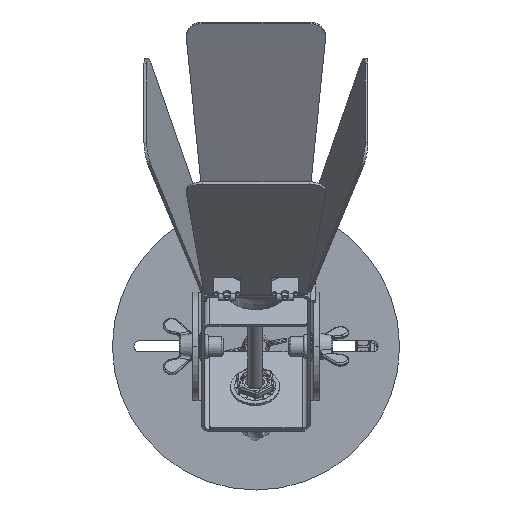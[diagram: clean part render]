
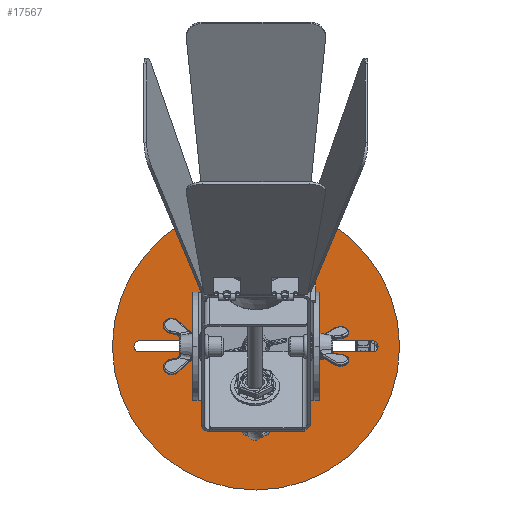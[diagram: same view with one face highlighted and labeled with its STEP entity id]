
A CAD part, front view. The second image highlights one B-rep face of the part: STEP entity #17567.
In plain terms, the highlighted planar face has unit normal (0, -1, 0).
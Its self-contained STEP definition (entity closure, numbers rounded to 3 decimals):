
#91 = EDGE_CURVE ( 'NONE', #46933, #58492, #2071, .T. ) ;
#105 = CIRCLE ( 'NONE', #11891, 53. ) ;
#141 = CARTESIAN_POINT ( 'NONE',  ( 27., 0., -2.05 ) ) ;
#1205 = FACE_BOUND ( 'NONE', #25582, .T. ) ;
#1517 = DIRECTION ( 'NONE',  ( 0., 0., 1. ) ) ;
#1917 = EDGE_LOOP ( 'NONE', ( #16090 ) ) ;
#2071 = LINE ( 'NONE', #23616, #44116 ) ;
#2600 = DIRECTION ( 'NONE',  ( 0., 1., 0. ) ) ;
#2757 = AXIS2_PLACEMENT_3D ( 'NONE', #6582, #58833, #1517 ) ;
#4268 = VERTEX_POINT ( 'NONE', #60937 ) ;
#4437 = ORIENTED_EDGE ( 'NONE', *, *, #91, .T. ) ;
#5173 = CARTESIAN_POINT ( 'NONE',  ( 0., 0., -2.05 ) ) ;
#6246 = CIRCLE ( 'NONE', #2757, 2.1 ) ;
#6424 = AXIS2_PLACEMENT_3D ( 'NONE', #26065, #45619, #59465 ) ;
#6582 = CARTESIAN_POINT ( 'NONE',  ( 13.5, 0., -23.383 ) ) ;
#6996 = VERTEX_POINT ( 'NONE', #36456 ) ;
#7891 = ORIENTED_EDGE ( 'NONE', *, *, #59143, .T. ) ;
#8598 = CIRCLE ( 'NONE', #61933, 3.6 ) ;
#8826 = VERTEX_POINT ( 'NONE', #47610 ) ;
#9075 = DIRECTION ( 'NONE',  ( 1., 0., 0. ) ) ;
#9275 = ORIENTED_EDGE ( 'NONE', *, *, #19844, .T. ) ;
#10742 = CIRCLE ( 'NONE', #23447, 2.05 ) ;
#10874 = EDGE_CURVE ( 'NONE', #12853, #6996, #62220, .T. ) ;
#11874 = CARTESIAN_POINT ( 'NONE',  ( 0., 0., 0. ) ) ;
#11891 = AXIS2_PLACEMENT_3D ( 'NONE', #46351, #13181, #12763 ) ;
#12404 = ORIENTED_EDGE ( 'NONE', *, *, #21941, .T. ) ;
#12489 = DIRECTION ( 'NONE',  ( 0., 0., 1. ) ) ;
#12763 = DIRECTION ( 'NONE',  ( 0., 0., 1. ) ) ;
#12853 = VERTEX_POINT ( 'NONE', #39576 ) ;
#13181 = DIRECTION ( 'NONE',  ( 0., 1., 0. ) ) ;
#14058 = EDGE_CURVE ( 'NONE', #4268, #22281, #16519, .T. ) ;
#15813 = ORIENTED_EDGE ( 'NONE', *, *, #41157, .T. ) ;
#16090 = ORIENTED_EDGE ( 'NONE', *, *, #42507, .T. ) ;
#16519 = CIRCLE ( 'NONE', #24345, 2.05 ) ;
#16993 = FACE_BOUND ( 'NONE', #18905, .T. ) ;
#17567 = ADVANCED_FACE ( 'NONE', ( #1205, #22220, #19987, #57538, #38013, #16993, #29737 ), #35979, .F. ) ;
#17569 = EDGE_CURVE ( 'NONE', #40720, #42460, #36481, .T. ) ;
#18905 = EDGE_LOOP ( 'NONE', ( #47976, #12404, #4437, #45426 ) ) ;
#19366 = VECTOR ( 'NONE', #9075, 1000. ) ;
#19844 = EDGE_CURVE ( 'NONE', #50155, #50155, #38734, .T. ) ;
#19987 = FACE_BOUND ( 'NONE', #46552, .T. ) ;
#20345 = EDGE_CURVE ( 'NONE', #22281, #40720, #47746, .T. ) ;
#20592 = ORIENTED_EDGE ( 'NONE', *, *, #23034, .T. ) ;
#21875 = DIRECTION ( 'NONE',  ( 0., 0., 1. ) ) ;
#21941 = EDGE_CURVE ( 'NONE', #6996, #46933, #10742, .T. ) ;
#22220 = FACE_BOUND ( 'NONE', #1917, .T. ) ;
#22281 = VERTEX_POINT ( 'NONE', #46743 ) ;
#23034 = EDGE_CURVE ( 'NONE', #42460, #4268, #52821, .T. ) ;
#23129 = DIRECTION ( 'NONE',  ( 0., 0., 1. ) ) ;
#23447 = AXIS2_PLACEMENT_3D ( 'NONE', #35941, #27089, #21875 ) ;
#23503 = EDGE_CURVE ( 'NONE', #58492, #12853, #49754, .T. ) ;
#23616 = CARTESIAN_POINT ( 'NONE',  ( 0., 0., -2.05 ) ) ;
#24225 = CARTESIAN_POINT ( 'NONE',  ( 0., 0., 28.343 ) ) ;
#24345 = AXIS2_PLACEMENT_3D ( 'NONE', #51369, #36866, #41297 ) ;
#24430 = EDGE_LOOP ( 'NONE', ( #15813 ) ) ;
#24592 = EDGE_CURVE ( 'NONE', #8826, #8826, #105, .T. ) ;
#25024 = ORIENTED_EDGE ( 'NONE', *, *, #24592, .F. ) ;
#25582 = EDGE_LOOP ( 'NONE', ( #9275 ) ) ;
#26065 = CARTESIAN_POINT ( 'NONE',  ( 0., 0., -27. ) ) ;
#26525 = DIRECTION ( 'NONE',  ( 0., 0., 1. ) ) ;
#27089 = DIRECTION ( 'NONE',  ( 0., 1., 0. ) ) ;
#28075 = CARTESIAN_POINT ( 'NONE',  ( 0., 0., 3.6 ) ) ;
#29143 = AXIS2_PLACEMENT_3D ( 'NONE', #37834, #42031, #23129 ) ;
#29737 = FACE_BOUND ( 'NONE', #30404, .T. ) ;
#30404 = EDGE_LOOP ( 'NONE', ( #20592, #34913, #33881, #37403 ) ) ;
#32339 = CIRCLE ( 'NONE', #6424, 5.1 ) ;
#32569 = CARTESIAN_POINT ( 'NONE',  ( 0., 0., 2.05 ) ) ;
#33663 = CARTESIAN_POINT ( 'NONE',  ( -27., 0., -2.05 ) ) ;
#33881 = ORIENTED_EDGE ( 'NONE', *, *, #20345, .T. ) ;
#34913 = ORIENTED_EDGE ( 'NONE', *, *, #14058, .T. ) ;
#34936 = VECTOR ( 'NONE', #51886, 1000. ) ;
#35941 = CARTESIAN_POINT ( 'NONE',  ( 43., 0., 0. ) ) ;
#35979 = PLANE ( 'NONE',  #59142 ) ;
#36456 = CARTESIAN_POINT ( 'NONE',  ( 43., 0., 2.05 ) ) ;
#36481 = CIRCLE ( 'NONE', #49868, 2.05 ) ;
#36866 = DIRECTION ( 'NONE',  ( 0., 1., 0. ) ) ;
#37058 = AXIS2_PLACEMENT_3D ( 'NONE', #24225, #53009, #57835 ) ;
#37403 = ORIENTED_EDGE ( 'NONE', *, *, #17569, .T. ) ;
#37834 = CARTESIAN_POINT ( 'NONE',  ( 27., 0., 0. ) ) ;
#38013 = FACE_BOUND ( 'NONE', #24430, .T. ) ;
#38150 = CARTESIAN_POINT ( 'NONE',  ( 0., 0., 34.593 ) ) ;
#38733 = DIRECTION ( 'NONE',  ( -1., 0., 0. ) ) ;
#38734 = CIRCLE ( 'NONE', #37058, 6.25 ) ;
#38800 = VERTEX_POINT ( 'NONE', #57675 ) ;
#39576 = CARTESIAN_POINT ( 'NONE',  ( 27., 0., 2.05 ) ) ;
#40720 = VERTEX_POINT ( 'NONE', #53840 ) ;
#41031 = DIRECTION ( 'NONE',  ( 0., 0., 1. ) ) ;
#41157 = EDGE_CURVE ( 'NONE', #55388, #55388, #8598, .T. ) ;
#41297 = DIRECTION ( 'NONE',  ( 0., 0., 1. ) ) ;
#42031 = DIRECTION ( 'NONE',  ( 0., 1., 0. ) ) ;
#42460 = VERTEX_POINT ( 'NONE', #33663 ) ;
#42507 = EDGE_CURVE ( 'NONE', #49358, #49358, #6246, .T. ) ;
#44116 = VECTOR ( 'NONE', #56801, 1000. ) ;
#45426 = ORIENTED_EDGE ( 'NONE', *, *, #23503, .T. ) ;
#45619 = DIRECTION ( 'NONE',  ( 0., 1., 0. ) ) ;
#46351 = CARTESIAN_POINT ( 'NONE',  ( 0., 0., 0. ) ) ;
#46552 = EDGE_LOOP ( 'NONE', ( #7891 ) ) ;
#46743 = CARTESIAN_POINT ( 'NONE',  ( -43., 0., 2.05 ) ) ;
#46933 = VERTEX_POINT ( 'NONE', #59170 ) ;
#47589 = VECTOR ( 'NONE', #38733, 1000. ) ;
#47610 = CARTESIAN_POINT ( 'NONE',  ( 0., 0., 53. ) ) ;
#47746 = LINE ( 'NONE', #61581, #34936 ) ;
#47976 = ORIENTED_EDGE ( 'NONE', *, *, #10874, .T. ) ;
#49358 = VERTEX_POINT ( 'NONE', #56845 ) ;
#49754 = CIRCLE ( 'NONE', #29143, 2.05 ) ;
#49868 = AXIS2_PLACEMENT_3D ( 'NONE', #55929, #2600, #41031 ) ;
#50155 = VERTEX_POINT ( 'NONE', #38150 ) ;
#51089 = DIRECTION ( 'NONE',  ( 0., 1., 0. ) ) ;
#51369 = CARTESIAN_POINT ( 'NONE',  ( -43., 0., 0. ) ) ;
#51886 = DIRECTION ( 'NONE',  ( 1., 0., 0. ) ) ;
#52821 = LINE ( 'NONE', #5173, #47589 ) ;
#53009 = DIRECTION ( 'NONE',  ( 0., 1., 0. ) ) ;
#53840 = CARTESIAN_POINT ( 'NONE',  ( -27., 0., 2.05 ) ) ;
#55388 = VERTEX_POINT ( 'NONE', #28075 ) ;
#55499 = EDGE_LOOP ( 'NONE', ( #25024 ) ) ;
#55717 = CARTESIAN_POINT ( 'NONE',  ( 0., 0., 0. ) ) ;
#55929 = CARTESIAN_POINT ( 'NONE',  ( -27., 0., 0. ) ) ;
#56801 = DIRECTION ( 'NONE',  ( -1., 0., 0. ) ) ;
#56845 = CARTESIAN_POINT ( 'NONE',  ( 13.5, 0., -21.283 ) ) ;
#57538 = FACE_OUTER_BOUND ( 'NONE', #55499, .T. ) ;
#57675 = CARTESIAN_POINT ( 'NONE',  ( 0., 0., -21.9 ) ) ;
#57835 = DIRECTION ( 'NONE',  ( 0., 0., 1. ) ) ;
#58492 = VERTEX_POINT ( 'NONE', #141 ) ;
#58833 = DIRECTION ( 'NONE',  ( 0., 1., 0. ) ) ;
#59142 = AXIS2_PLACEMENT_3D ( 'NONE', #55717, #60364, #26525 ) ;
#59143 = EDGE_CURVE ( 'NONE', #38800, #38800, #32339, .T. ) ;
#59170 = CARTESIAN_POINT ( 'NONE',  ( 43., 0., -2.05 ) ) ;
#59465 = DIRECTION ( 'NONE',  ( 0., 0., 1. ) ) ;
#60364 = DIRECTION ( 'NONE',  ( 0., 1., 0. ) ) ;
#60937 = CARTESIAN_POINT ( 'NONE',  ( -43., 0., -2.05 ) ) ;
#61581 = CARTESIAN_POINT ( 'NONE',  ( 0., 0., 2.05 ) ) ;
#61933 = AXIS2_PLACEMENT_3D ( 'NONE', #11874, #51089, #12489 ) ;
#62220 = LINE ( 'NONE', #32569, #19366 ) ;
